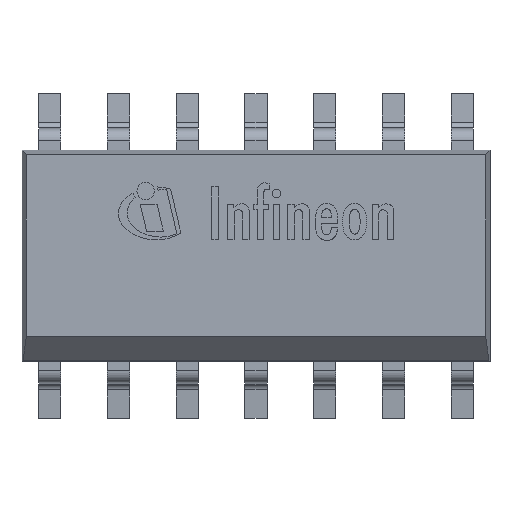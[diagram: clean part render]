
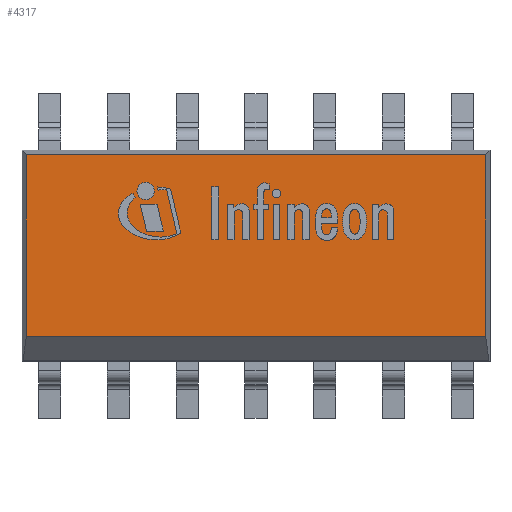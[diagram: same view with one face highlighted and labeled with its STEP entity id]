
A CAD part, top view. The second image highlights one B-rep face of the part: STEP entity #4317.
In plain terms, the highlighted planar face has unit normal (0, 0, 1).
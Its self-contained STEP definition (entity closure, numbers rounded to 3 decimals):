
#570=FACE_OUTER_BOUND('',#820,.T.);
#820=EDGE_LOOP('',(#2953,#2954,#2955,#2956));
#1085=LINE('',#6779,#1455);
#1091=LINE('',#6791,#1461);
#1094=LINE('',#6797,#1464);
#1097=LINE('',#6802,#1467);
#1455=VECTOR('',#5295,10.);
#1461=VECTOR('',#5305,10.);
#1464=VECTOR('',#5310,10.);
#1467=VECTOR('',#5315,10.);
#1816=VERTEX_POINT('',#6775);
#1818=VERTEX_POINT('',#6778);
#1822=VERTEX_POINT('',#6790);
#1824=VERTEX_POINT('',#6796);
#2261=EDGE_CURVE('',#1818,#1816,#1085,.T.);
#2267=EDGE_CURVE('',#1818,#1822,#1091,.T.);
#2270=EDGE_CURVE('',#1822,#1824,#1094,.T.);
#2273=EDGE_CURVE('',#1824,#1816,#1097,.T.);
#2953=ORIENTED_EDGE('',*,*,#2261,.T.);
#2954=ORIENTED_EDGE('',*,*,#2273,.F.);
#2955=ORIENTED_EDGE('',*,*,#2270,.F.);
#2956=ORIENTED_EDGE('',*,*,#2267,.F.);
#4208=PLANE('',#4700);
#4317=ADVANCED_FACE('',(#570),#4208,.T.);
#4700=AXIS2_PLACEMENT_3D('',#6801,#5313,#5314);
#5295=DIRECTION('',(1.,0.,0.));
#5305=DIRECTION('',(0.,1.,0.));
#5310=DIRECTION('',(1.,0.,0.));
#5313=DIRECTION('center_axis',(0.,0.,1.));
#5314=DIRECTION('ref_axis',(1.,0.,0.));
#5315=DIRECTION('',(0.,-1.,0.));
#6775=CARTESIAN_POINT('',(4.244,-1.489,1.55));
#6778=CARTESIAN_POINT('',(-4.244,-1.489,1.55));
#6779=CARTESIAN_POINT('',(2.163,-1.489,1.55));
#6790=CARTESIAN_POINT('',(-4.244,1.869,1.55));
#6791=CARTESIAN_POINT('',(-4.244,0.975,1.55));
#6796=CARTESIAN_POINT('',(4.244,1.869,1.55));
#6797=CARTESIAN_POINT('',(2.163,1.869,1.55));
#6801=CARTESIAN_POINT('Origin',(0.,0.,1.55));
#6802=CARTESIAN_POINT('',(4.244,-0.975,1.55));
